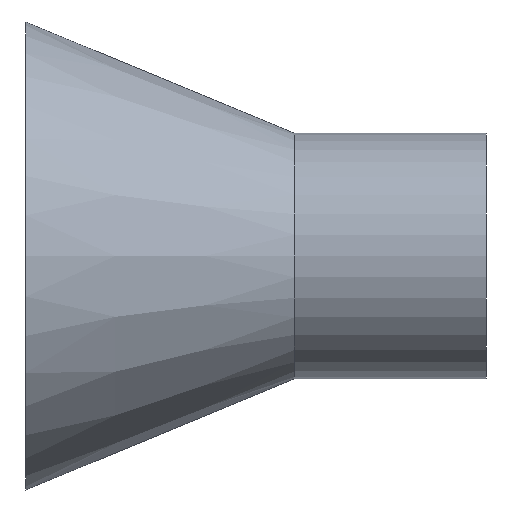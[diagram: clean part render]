
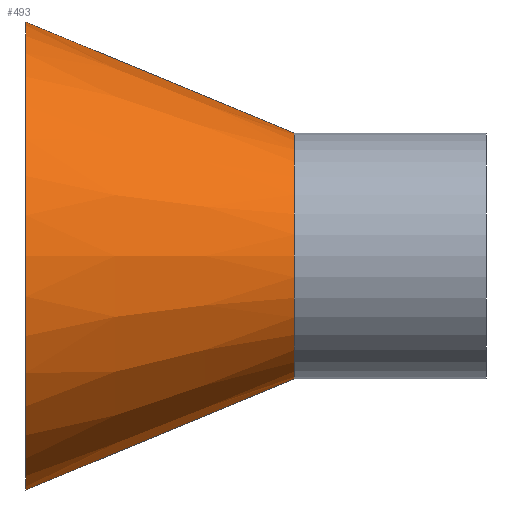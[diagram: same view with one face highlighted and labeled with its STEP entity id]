
A CAD part, left-side view. The second image highlights one B-rep face of the part: STEP entity #493.
In plain terms, the highlighted conical face has half-angle 22.5 degrees and reference radius 48.422 mm.
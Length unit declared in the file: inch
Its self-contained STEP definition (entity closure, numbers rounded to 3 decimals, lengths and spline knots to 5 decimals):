
#53 = CIRCLE ( 'NONE', #94, 1.90638 ) ;
#84 = DIRECTION ( 'NONE',  ( 0., 1., 0. ) ) ;
#87 = CONICAL_SURFACE ( 'NONE', #924, 1.90638, 0.393 ) ;
#91 = VERTEX_POINT ( 'NONE', #429 ) ;
#94 = AXIS2_PLACEMENT_3D ( 'NONE', #301, #665, #308 ) ;
#160 = DIRECTION ( 'NONE',  ( 0., 0.924, -0.383 ) ) ;
#172 = CARTESIAN_POINT ( 'NONE',  ( 0., 3.75, 1.90638 ) ) ;
#181 = AXIS2_PLACEMENT_3D ( 'NONE', #239, #84, #610 ) ;
#239 = CARTESIAN_POINT ( 'NONE',  ( 0., 1.56182, 0. ) ) ;
#242 = ORIENTED_EDGE ( 'NONE', *, *, #830, .T. ) ;
#245 = LINE ( 'NONE', #459, #325 ) ;
#288 = ORIENTED_EDGE ( 'NONE', *, *, #719, .F. ) ;
#296 = FACE_OUTER_BOUND ( 'NONE', #681, .T. ) ;
#301 = CARTESIAN_POINT ( 'NONE',  ( 0., 3.75, 0. ) ) ;
#308 = DIRECTION ( 'NONE',  ( 0., 0., 1. ) ) ;
#316 = EDGE_CURVE ( 'NONE', #478, #568, #767, .T. ) ;
#325 = VECTOR ( 'NONE', #160, 39.37008 ) ;
#327 = EDGE_CURVE ( 'NONE', #478, #91, #245, .T. ) ;
#340 = VERTEX_POINT ( 'NONE', #172 ) ;
#344 = LINE ( 'NONE', #685, #468 ) ;
#409 = CARTESIAN_POINT ( 'NONE',  ( 0., 3.75, 0. ) ) ;
#429 = CARTESIAN_POINT ( 'NONE',  ( 0., 3.75, -1.90638 ) ) ;
#459 = CARTESIAN_POINT ( 'NONE',  ( 0., 3.75, -1.90638 ) ) ;
#468 = VECTOR ( 'NONE', #900, 39.37008 ) ;
#478 = VERTEX_POINT ( 'NONE', #627 ) ;
#493 = ADVANCED_FACE ( 'NONE', ( #296 ), #87, .T. ) ;
#568 = VERTEX_POINT ( 'NONE', #796 ) ;
#610 = DIRECTION ( 'NONE',  ( 0., 0., 1. ) ) ;
#623 = DIRECTION ( 'NONE',  ( 0., 1., 0. ) ) ;
#627 = CARTESIAN_POINT ( 'NONE',  ( 0., 1.56182, -1. ) ) ;
#665 = DIRECTION ( 'NONE',  ( 0., 1., 0. ) ) ;
#681 = EDGE_LOOP ( 'NONE', ( #918, #907, #242, #288 ) ) ;
#685 = CARTESIAN_POINT ( 'NONE',  ( 0., 3.75, 1.90638 ) ) ;
#698 = DIRECTION ( 'NONE',  ( 0., 0., 1. ) ) ;
#719 = EDGE_CURVE ( 'NONE', #91, #340, #53, .T. ) ;
#767 = CIRCLE ( 'NONE', #181, 1. ) ;
#796 = CARTESIAN_POINT ( 'NONE',  ( 0., 1.56182, 1. ) ) ;
#830 = EDGE_CURVE ( 'NONE', #568, #340, #344, .T. ) ;
#900 = DIRECTION ( 'NONE',  ( 0., 0.924, 0.383 ) ) ;
#907 = ORIENTED_EDGE ( 'NONE', *, *, #316, .T. ) ;
#918 = ORIENTED_EDGE ( 'NONE', *, *, #327, .F. ) ;
#924 = AXIS2_PLACEMENT_3D ( 'NONE', #409, #623, #698 ) ;
